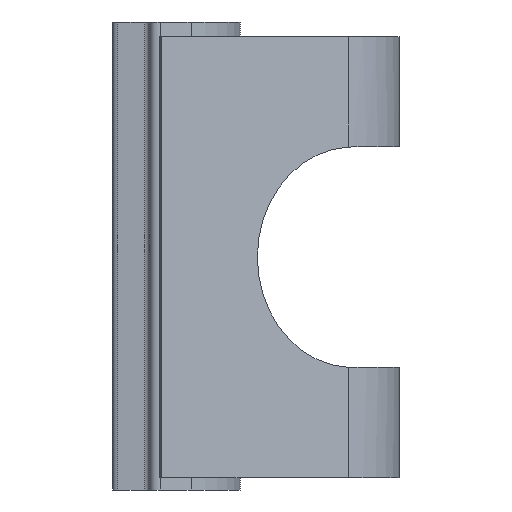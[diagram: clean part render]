
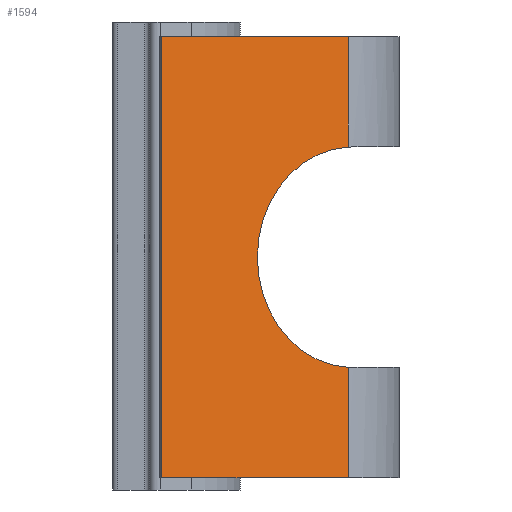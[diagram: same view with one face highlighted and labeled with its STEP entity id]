
A CAD part, left-side view. The second image highlights one B-rep face of the part: STEP entity #1594.
In plain terms, the highlighted planar face has unit normal (-0.866, -0.5, 0).
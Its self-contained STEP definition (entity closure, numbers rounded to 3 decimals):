
#544=DIRECTION('',(0.5,-0.866,0.));
#545=VECTOR('',#544,8.805);
#546=CARTESIAN_POINT('',(-7.085,-2.,18.5));
#547=LINE('',#546,#545);
#607=DIRECTION('',(0.5,-0.866,0.));
#608=VECTOR('',#607,8.805);
#609=CARTESIAN_POINT('',(-7.085,-2.,0.5));
#610=LINE('',#609,#608);
#651=CARTESIAN_POINT('',(-2.579,-9.803,9.5));
#652=DIRECTION('',(0.866,0.5,0.));
#653=DIRECTION('',(-0.023,0.04,-0.999));
#654=AXIS2_PLACEMENT_3D('',#651,#652,#653);
#659=DIRECTION('',(0.,0.,1.));
#660=VECTOR('',#659,18.);
#661=CARTESIAN_POINT('',(-7.085,-2.,0.5));
#662=LINE('',#661,#660);
#673=DIRECTION('',(0.,0.,1.));
#674=VECTOR('',#673,4.505);
#675=CARTESIAN_POINT('',(-2.682,-9.625,0.5));
#676=LINE('',#675,#674);
#700=DIRECTION('',(0.,0.,1.));
#701=VECTOR('',#700,4.505);
#702=CARTESIAN_POINT('',(-2.682,-9.625,13.995));
#703=LINE('',#702,#701);
#1326=CARTESIAN_POINT('',(-7.085,-2.,0.5));
#1327=CARTESIAN_POINT('',(-2.682,-9.625,0.5));
#1328=VERTEX_POINT('',#1326);
#1329=VERTEX_POINT('',#1327);
#1338=CARTESIAN_POINT('',(-7.085,-2.,18.5));
#1339=CARTESIAN_POINT('',(-2.682,-9.625,18.5));
#1340=VERTEX_POINT('',#1338);
#1341=VERTEX_POINT('',#1339);
#1358=CARTESIAN_POINT('',(-2.682,-9.625,
5.005));
#1359=CARTESIAN_POINT('',(-2.682,-9.625,
13.995));
#1360=VERTEX_POINT('',#1358);
#1361=VERTEX_POINT('',#1359);
#1578=CARTESIAN_POINT('',(-7.085,-2.,0.5));
#1579=DIRECTION('',(-0.866,-0.5,0.));
#1580=DIRECTION('',(0.5,-0.866,0.));
#1581=AXIS2_PLACEMENT_3D('',#1578,#1579,#1580);
#1582=PLANE('',#1581);
#1584=ORIENTED_EDGE('',*,*,#1583,.F.);
#1586=ORIENTED_EDGE('',*,*,#1585,.F.);
#1587=ORIENTED_EDGE('',*,*,#1553,.F.);
#1588=ORIENTED_EDGE('',*,*,#1573,.T.);
#1589=ORIENTED_EDGE('',*,*,#1508,.T.);
#1591=ORIENTED_EDGE('',*,*,#1590,.F.);
#1592=EDGE_LOOP('',(#1584,#1586,#1587,#1588,#1589,#1591));
#1593=FACE_OUTER_BOUND('',#1592,.F.);
#655=CIRCLE('',#654,4.5);
#1508=EDGE_CURVE('',#1340,#1341,#547,.T.);
#1553=EDGE_CURVE('',#1328,#1329,#610,.T.);
#1573=EDGE_CURVE('',#1328,#1340,#662,.T.);
#1583=EDGE_CURVE('',#1360,#1361,#655,.T.);
#1585=EDGE_CURVE('',#1329,#1360,#676,.T.);
#1590=EDGE_CURVE('',#1361,#1341,#703,.T.);
#1594=ADVANCED_FACE('',(#1593),#1582,.T.);
